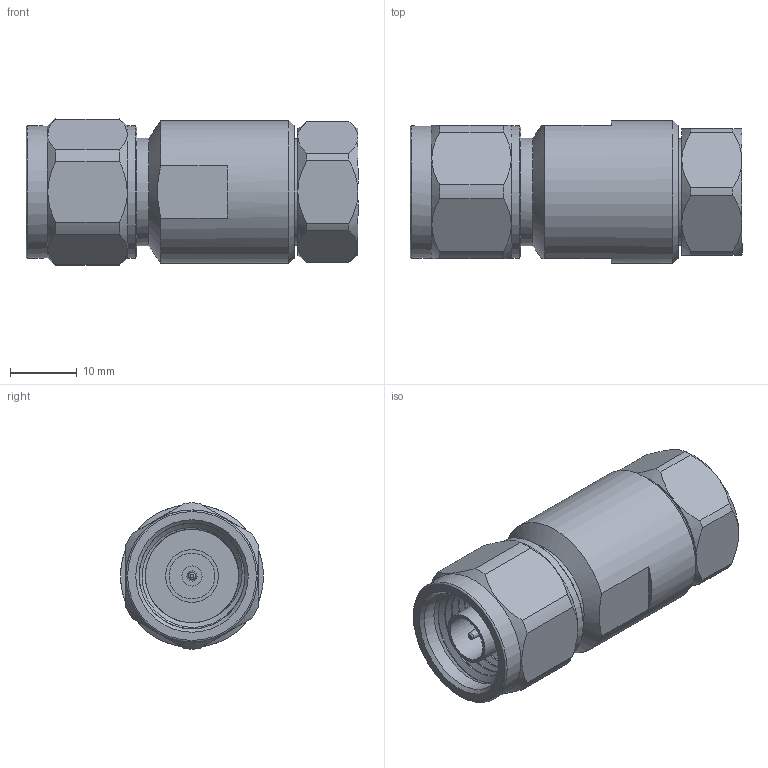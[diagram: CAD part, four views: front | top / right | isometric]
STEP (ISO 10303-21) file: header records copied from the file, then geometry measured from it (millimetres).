
FILE_DESCRIPTION (( 'STEP AP203' ), '1' );
FILE_NAME ('PE44726.step', '2019-12-03T19:43:35', ( '' ), ( '' ), 'SwSTEP 2.0', 'SolidWorks 2018', '' );
FILE_SCHEMA (( 'CONFIG_CONTROL_DESIGN' ));
Length unit declared in the file: inch
Products named in the file (1): PE44726
Bounding box: 49.9 x 21.49 x 21.96 mm (x, y, z)
Volume: 13686.1 mm3; surface area: 6075.3 mm2
Topology: 1 solids, 1 shells, 85 faces, 203 edges, 129 vertices
Faces by surface type: cylinder 31, plane 28, cone 21, bspline 3, torus 2
Full cylindrical faces by diameter (mm): 1.524 x1, 3.048 x1, 6.909 x1, 7.925 x1, 8.128 x1, 15.875 x8, 16.049 x1, 16.178 x1, 19.854 x2, 21.488 x1
Entity records: 3726 total; most frequent: CARTESIAN_POINT 2079, DIRECTION 321, ORIENTED_EDGE 300, EDGE_CURVE 150, AXIS2_PLACEMENT_3D 144, EDGE_LOOP 107, VERTEX_POINT 105, FACE_OUTER_BOUND 90
